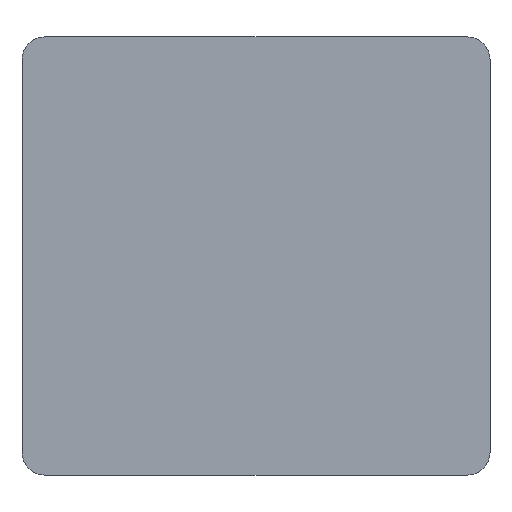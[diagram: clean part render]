
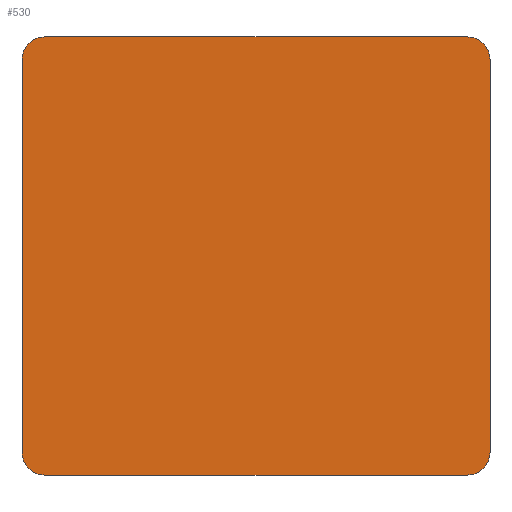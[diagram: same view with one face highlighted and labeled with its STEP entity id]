
A CAD part, left-side view. The second image highlights one B-rep face of the part: STEP entity #530.
In plain terms, the highlighted planar face has unit normal (-1, 0, 0).
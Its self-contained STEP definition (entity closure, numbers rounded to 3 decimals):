
#20=CIRCLE('',#574,2.5);
#21=CIRCLE('',#577,2.5);
#22=CIRCLE('',#578,2.5);
#23=CIRCLE('',#579,2.5);
#48=FACE_OUTER_BOUND('',#78,.T.);
#78=EDGE_LOOP('',(#411,#412,#413,#414,#415,#416,#417,#418));
#139=LINE('',#838,#203);
#142=LINE('',#844,#206);
#143=LINE('',#848,#207);
#144=LINE('',#852,#208);
#203=VECTOR('',#679,10.);
#206=VECTOR('',#684,10.);
#207=VECTOR('',#687,10.);
#208=VECTOR('',#690,10.);
#257=VERTEX_POINT('',#831);
#258=VERTEX_POINT('',#833);
#259=VERTEX_POINT('',#837);
#261=VERTEX_POINT('',#843);
#262=VERTEX_POINT('',#845);
#263=VERTEX_POINT('',#847);
#264=VERTEX_POINT('',#849);
#265=VERTEX_POINT('',#851);
#315=EDGE_CURVE('',#257,#258,#20,.T.);
#317=EDGE_CURVE('',#259,#258,#139,.T.);
#320=EDGE_CURVE('',#257,#261,#142,.T.);
#321=EDGE_CURVE('',#262,#261,#21,.T.);
#322=EDGE_CURVE('',#262,#263,#143,.T.);
#323=EDGE_CURVE('',#264,#263,#22,.T.);
#324=EDGE_CURVE('',#264,#265,#144,.T.);
#325=EDGE_CURVE('',#259,#265,#23,.T.);
#411=ORIENTED_EDGE('',*,*,#315,.F.);
#412=ORIENTED_EDGE('',*,*,#320,.T.);
#413=ORIENTED_EDGE('',*,*,#321,.F.);
#414=ORIENTED_EDGE('',*,*,#322,.T.);
#415=ORIENTED_EDGE('',*,*,#323,.F.);
#416=ORIENTED_EDGE('',*,*,#324,.T.);
#417=ORIENTED_EDGE('',*,*,#325,.F.);
#418=ORIENTED_EDGE('',*,*,#317,.T.);
#503=PLANE('',#576);
#530=ADVANCED_FACE('',(#48),#503,.F.);
#574=AXIS2_PLACEMENT_3D('',#834,#674,#675);
#576=AXIS2_PLACEMENT_3D('',#842,#682,#683);
#577=AXIS2_PLACEMENT_3D('',#846,#685,#686);
#578=AXIS2_PLACEMENT_3D('',#850,#688,#689);
#579=AXIS2_PLACEMENT_3D('',#853,#691,#692);
#674=DIRECTION('center_axis',(1.,0.,0.));
#675=DIRECTION('ref_axis',(0.,-0.707,0.707));
#679=DIRECTION('',(0.,0.,1.));
#682=DIRECTION('center_axis',(1.,0.,0.));
#683=DIRECTION('ref_axis',(0.,0.,-1.));
#684=DIRECTION('',(0.,1.,0.));
#685=DIRECTION('center_axis',(1.,0.,0.));
#686=DIRECTION('ref_axis',(0.,0.707,0.707));
#687=DIRECTION('',(0.,0.,-1.));
#688=DIRECTION('center_axis',(1.,0.,0.));
#689=DIRECTION('ref_axis',(0.,0.707,-0.707));
#690=DIRECTION('',(0.,-1.,0.));
#691=DIRECTION('center_axis',(1.,0.,0.));
#692=DIRECTION('ref_axis',(0.,-0.707,-0.707));
#831=CARTESIAN_POINT('',(0.,2.5,48.5));
#833=CARTESIAN_POINT('',(0.,0.,46.));
#834=CARTESIAN_POINT('Origin',(0.,2.5,46.));
#837=CARTESIAN_POINT('',(0.,0.,2.5));
#838=CARTESIAN_POINT('',(0.,0.,0.));
#842=CARTESIAN_POINT('Origin',(0.,25.9,24.25));
#843=CARTESIAN_POINT('',(0.,49.3,48.5));
#844=CARTESIAN_POINT('',(0.,0.,48.5));
#845=CARTESIAN_POINT('',(0.,51.8,46.));
#846=CARTESIAN_POINT('Origin',(0.,49.3,46.));
#847=CARTESIAN_POINT('',(0.,51.8,2.5));
#848=CARTESIAN_POINT('',(0.,51.8,48.5));
#849=CARTESIAN_POINT('',(0.,49.3,0.));
#850=CARTESIAN_POINT('Origin',(0.,49.3,2.5));
#851=CARTESIAN_POINT('',(0.,2.5,0.));
#852=CARTESIAN_POINT('',(0.,51.8,0.));
#853=CARTESIAN_POINT('Origin',(0.,2.5,2.5));
